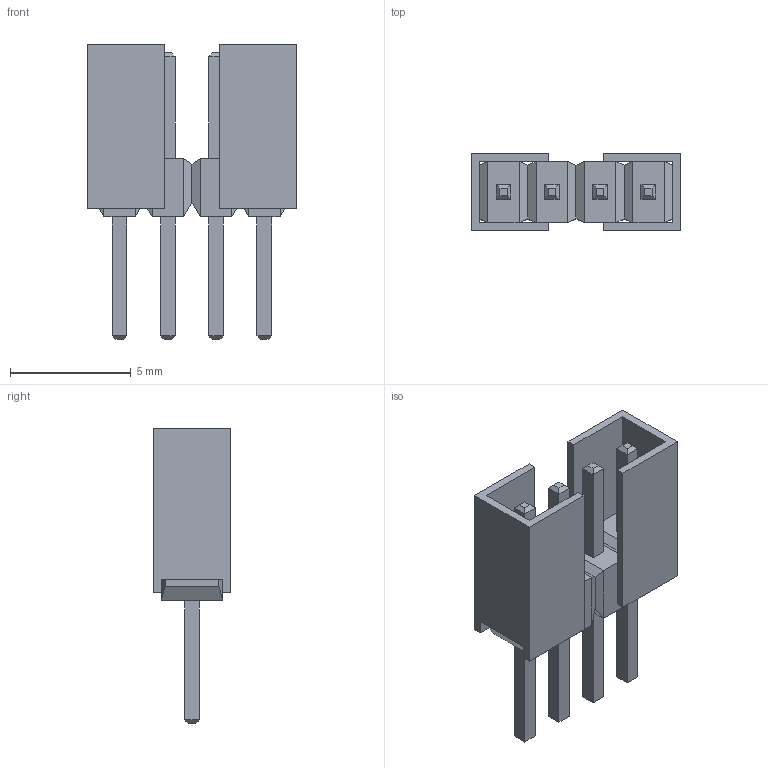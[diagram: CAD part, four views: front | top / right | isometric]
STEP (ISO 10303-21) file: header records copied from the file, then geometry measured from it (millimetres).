
FILE_DESCRIPTION(('STEP AP214'),'1');
FILE_NAME('2-292161-4_TYC','2024-11-15T09:08:10',(''),(''),'','','');
FILE_SCHEMA(('AUTOMOTIVE_DESIGN'));
Length unit declared in the file: millimetre
Products named in the file (1): product
Bounding box: 8.68 x 3.22 x 12.23 mm (x, y, z)
Volume: 99.9 mm3; surface area: 448.6 mm2
Topology: 11 solids, 11 shells, 154 faces, 320 edges, 188 vertices
Faces by surface type: plane 154
Entity records: 3878 total; most frequent: ORIENTED_EDGE 640, DIRECTION 630, CARTESIAN_POINT 343, EDGE_CURVE 320, LINE 320, VECTOR 320, VERTEX_POINT 188, AXIS2_PLACEMENT_3D 155
